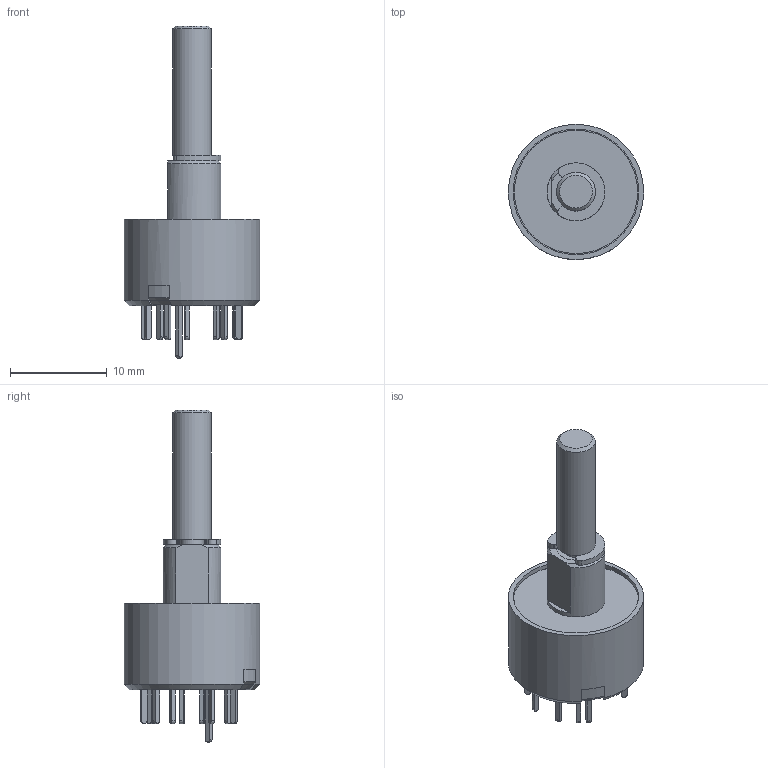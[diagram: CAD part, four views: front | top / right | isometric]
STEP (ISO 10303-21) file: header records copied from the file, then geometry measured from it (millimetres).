
FILE_DESCRIPTION (( 'STEP AP203' ), '1' );
FILE_NAME ('9ﾏ1ﾍ 14.STEP', '2020-01-16T00:44:08', ( '' ), ( '' ), 'SwSTEP 2.0', 'SolidWorks 2017', '' );
FILE_SCHEMA (( 'CONFIG_CONTROL_DESIGN' ));
Length unit declared in the file: millimetre
Products named in the file (20): ÌÏÍ3 10Ï âûâîä-oa7; ﾔﾈﾌﾄ-ﾝ.18.34 ﾂ琿_14; ÌÏÍ3 Êîíòàêò íà 180; �����_9�1�; ÌÏÍ3 Ïðóæèíêà Ô ïðÿìàÿ; 9ﾏ1ﾍ 14; 匀棠.754175.002 暑朦鲱 箫腩蝽栩咫铄; 扻錪犩 諘瀁謺鍷; 扻豵鵨; ÌÏÍ3 10Ï îñíîâàíèå; ÌÏÍ3 ðîòîð 4Í; ÔÈÌÄ-Ý.18.27 Óçåë ôèêñàöèè
Assembly tree (18 placements, depth 3):
  ÌÏÍ3 Ïðóæèíêà Ô ïðÿìàÿ
  9ﾏ1ﾍ 14
    ÔÈÌÄ-Ý.18.27 Óçåë ôèêñàöèè
      扻豵鵨
      扻錪犩 諘瀁謺鍷
      匀棠.754175.002 暑朦鲱 箫腩蝽栩咫铄  x2
    �����_9�1�
      ÌÏÍ3 Êîíòàêò íà 180
      ÌÏÍ3 10Ï âûâîä-oa7
      ÌÏÍ3 10Ï îñíîâàíèå
      ÌÏÍ3 10Ï âûâîä-oa7
      ÌÏÍ3 10Ï âûâîä-oa7
      ÌÏÍ3 10Ï âûâîä-oa7
      ÌÏÍ3 10Ï âûâîä-oa7
      ÌÏÍ3 10Ï âûâîä-oa7
      ÌÏÍ3 10Ï âûâîä-oa7
      ÌÏÍ3 10Ï âûâîä-oa7
      ÌÏÍ3 10Ï âûâîä-oa7
    ﾔﾈﾌﾄ-ﾝ.18.34 ﾂ琿_14
  ÌÏÍ3 ðîòîð 4Í
Bounding box: 14 x 14 x 34.35 mm (x, y, z)
Volume: 819.3 mm3; surface area: 2213.4 mm2
Topology: 16 solids, 16 shells, 219 faces, 499 edges, 332 vertices
Faces by surface type: plane 163, cylinder 34, cone 11, bspline 11
Full cylindrical faces by diameter (mm): 2.45 x2, 2.5 x1, 4 x5, 6 x1, 12.769 x2, 13 x1, 13.4 x2, 14 x1
Entity records: 8213 total; most frequent: CARTESIAN_POINT 1327, DIRECTION 980, ORIENTED_EDGE 936, EDGE_CURVE 468, LINE 350, VECTOR 350, VERTEX_POINT 321, AXIS2_PLACEMENT_3D 315
